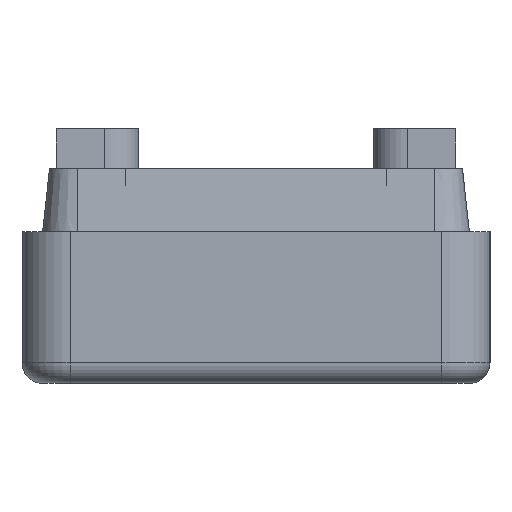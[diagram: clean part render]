
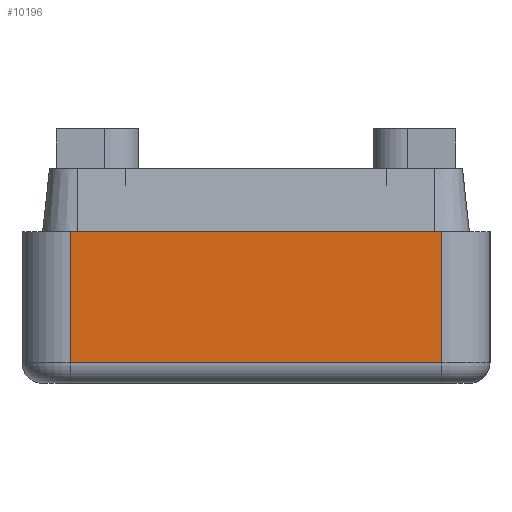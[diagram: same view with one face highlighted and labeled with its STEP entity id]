
A CAD part, left-side view. The second image highlights one B-rep face of the part: STEP entity #10196.
In plain terms, the highlighted planar face has unit normal (-1, 0, 0).
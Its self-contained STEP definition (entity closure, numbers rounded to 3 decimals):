
#479=PLANE('',#10511);
#1031=FACE_OUTER_BOUND('',#1638,.T.);
#1638=EDGE_LOOP('',(#9324,#9325,#9326,#9327));
#2382=LINE('',#20111,#3179);
#2392=LINE('',#20150,#3189);
#2431=LINE('',#20243,#3228);
#2435=LINE('',#20254,#3232);
#3179=VECTOR('',#11761,10.);
#3189=VECTOR('',#11809,10.);
#3228=VECTOR('',#11914,10.);
#3232=VECTOR('',#11928,10.);
#4820=VERTEX_POINT('',#20105);
#4821=VERTEX_POINT('',#20109);
#4831=VERTEX_POINT('',#20149);
#4852=VERTEX_POINT('',#20242);
#6272=EDGE_CURVE('',#4821,#4820,#2382,.T.);
#6291=EDGE_CURVE('',#4820,#4831,#2392,.T.);
#6339=EDGE_CURVE('',#4831,#4852,#2431,.T.);
#6345=EDGE_CURVE('',#4821,#4852,#2435,.T.);
#9324=ORIENTED_EDGE('',*,*,#6272,.F.);
#9325=ORIENTED_EDGE('',*,*,#6345,.T.);
#9326=ORIENTED_EDGE('',*,*,#6339,.F.);
#9327=ORIENTED_EDGE('',*,*,#6291,.F.);
#10196=ADVANCED_FACE('',(#1031),#479,.T.);
#10511=AXIS2_PLACEMENT_3D('',#20255,#11929,#11930);
#11761=DIRECTION('',(0.,1.,0.));
#11809=DIRECTION('',(0.,0.,1.));
#11914=DIRECTION('',(0.,-1.,0.));
#11928=DIRECTION('',(0.,0.,1.));
#11929=DIRECTION('center_axis',(-1.,0.,0.));
#11930=DIRECTION('ref_axis',(0.,-1.,0.));
#20105=CARTESIAN_POINT('',(-83.,13.5,1.5));
#20109=CARTESIAN_POINT('',(-83.,-13.5,1.5));
#20111=CARTESIAN_POINT('',(-83.,6.75,1.5));
#20149=CARTESIAN_POINT('',(-83.,13.5,11.));
#20150=CARTESIAN_POINT('',(-83.,13.5,0.));
#20242=CARTESIAN_POINT('',(-83.,-13.5,11.));
#20243=CARTESIAN_POINT('',(-83.,13.5,11.));
#20254=CARTESIAN_POINT('',(-83.,-13.5,0.));
#20255=CARTESIAN_POINT('Origin',(-83.,13.5,0.));
